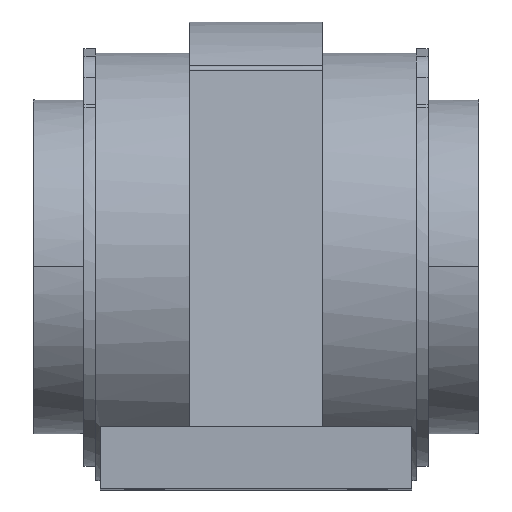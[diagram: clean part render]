
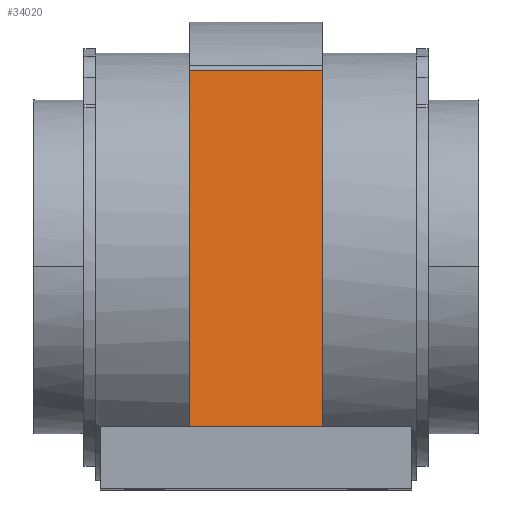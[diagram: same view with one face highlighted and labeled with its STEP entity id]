
A CAD part, top view. The second image highlights one B-rep face of the part: STEP entity #34020.
In plain terms, the highlighted free-form (B-spline) face has degree [1, 1] with [2, 2] control points.
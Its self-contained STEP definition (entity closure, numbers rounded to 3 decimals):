
#33670 = CARTESIAN_POINT ('', (15., 14., 64.999));
#33680 = VERTEX_POINT ('', #33670);
#33690 = CARTESIAN_POINT ('', (15., 94.087, 57.992));
#33700 = VERTEX_POINT ('', #33690);
#33710 = CARTESIAN_POINT ('', (15., 14., 64.999));
#33720 = CARTESIAN_POINT ('', (15., 94.087, 57.992));
#33730 = B_SPLINE_CURVE_WITH_KNOTS ('', 1, (#33710, #33720), .UNSPECIFIED., .F., .U., (2, 2), (0., 1.), .UNSPECIFIED.);
#33740 = EDGE_CURVE ('', #33680, #33700, #33730, .T.);
#33750 = ORIENTED_EDGE ('', *, *, #33740, .T.);
#33760 = CARTESIAN_POINT ('', (-15., 94.087, 57.992));
#33770 = VERTEX_POINT ('', #33760);
#33780 = CARTESIAN_POINT ('', (15., 94.087, 57.992));
#33790 = CARTESIAN_POINT ('', (-15., 94.087, 57.992));
#33800 = B_SPLINE_CURVE_WITH_KNOTS ('', 1, (#33780, #33790), .UNSPECIFIED., .F., .U., (2, 2), (0., 1.), .UNSPECIFIED.);
#33810 = EDGE_CURVE ('', #33700, #33770, #33800, .T.);
#33820 = ORIENTED_EDGE ('', *, *, #33810, .T.);
#33830 = CARTESIAN_POINT ('', (-15., 14., 64.999));
#33840 = VERTEX_POINT ('', #33830);
#33850 = CARTESIAN_POINT ('', (-15., 94.087, 57.992));
#33860 = CARTESIAN_POINT ('', (-15., 14., 64.999));
#33870 = B_SPLINE_CURVE_WITH_KNOTS ('', 1, (#33850, #33860), .UNSPECIFIED., .F., .U., (2, 2), (0., 1.), .UNSPECIFIED.);
#33880 = EDGE_CURVE ('', #33770, #33840, #33870, .T.);
#33890 = ORIENTED_EDGE ('', *, *, #33880, .T.);
#33900 = CARTESIAN_POINT ('', (-15., 14., 64.999));
#33910 = CARTESIAN_POINT ('', (15., 14., 64.999));
#33920 = B_SPLINE_CURVE_WITH_KNOTS ('', 1, (#33900, #33910), .UNSPECIFIED., .F., .U., (2, 2), (0., 1.), .UNSPECIFIED.);
#33930 = EDGE_CURVE ('', #33840, #33680, #33920, .T.);
#33940 = ORIENTED_EDGE ('', *, *, #33930, .T.);
#33950 = EDGE_LOOP ('', (#33750, #33820, #33890, #33940));
#33960 = FACE_OUTER_BOUND ('', #33950, .T.);
#33970 = CARTESIAN_POINT ('', (15., 14., 64.999));
#33980 = CARTESIAN_POINT ('', (-15., 14., 64.999));
#33990 = CARTESIAN_POINT ('', (15., 94.087, 57.992));
#34000 = CARTESIAN_POINT ('', (-15., 94.087, 57.992));
#34010 = B_SPLINE_SURFACE_WITH_KNOTS ('', 1, 1, ((#33970, #33980), (#33990, #34000)), .UNSPECIFIED., .F., .F., .U., (2, 2), (2, 2), (0., 1.), (0., 1.), .UNSPECIFIED.);
#34020 = ADVANCED_FACE ('', (#33960), #34010, .T.);
